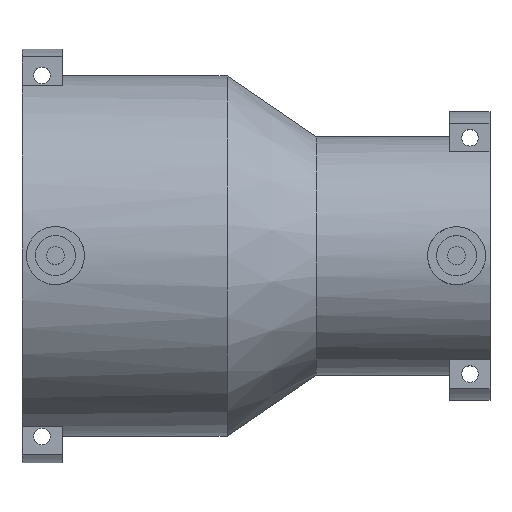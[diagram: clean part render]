
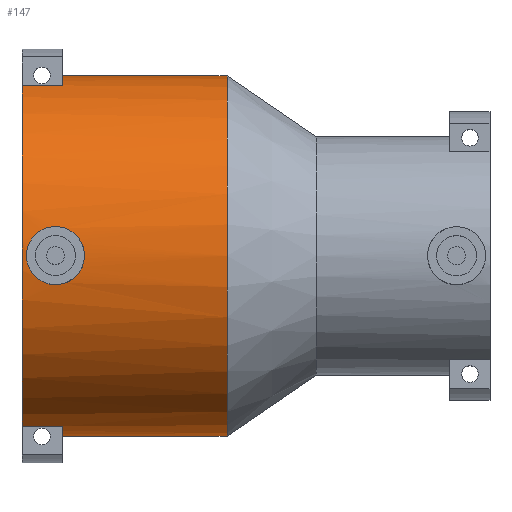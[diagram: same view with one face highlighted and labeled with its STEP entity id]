
A CAD part, top view. The second image highlights one B-rep face of the part: STEP entity #147.
In plain terms, the highlighted cylindrical face has radius 40.4 mm (diameter 80.8 mm), a partial arc.
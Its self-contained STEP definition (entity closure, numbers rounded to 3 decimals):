
#147=ADVANCED_FACE('',(#351,#352),#353,.T.);
#351=FACE_BOUND('',#623,.T.);
#352=FACE_OUTER_BOUND('',#624,.T.);
#353=CYLINDRICAL_SURFACE('',#625,40.4);
#623=EDGE_LOOP('',(#1013,#1014));
#624=EDGE_LOOP('',(#1015,#1016,#1017,#1018,#1019,#1020,#1021,#1022,#1023,#1024,#1025,#1026));
#625=AXIS2_PLACEMENT_3D('',#1027,#1028,#1029);
#1013=ORIENTED_EDGE('',*,*,#1742,.F.);
#1014=ORIENTED_EDGE('',*,*,#1625,.F.);
#1015=ORIENTED_EDGE('',*,*,#1743,.F.);
#1016=ORIENTED_EDGE('',*,*,#1664,.T.);
#1017=ORIENTED_EDGE('',*,*,#1744,.F.);
#1018=ORIENTED_EDGE('',*,*,#1745,.F.);
#1019=ORIENTED_EDGE('',*,*,#1746,.F.);
#1020=ORIENTED_EDGE('',*,*,#1747,.T.);
#1021=ORIENTED_EDGE('',*,*,#1748,.F.);
#1022=ORIENTED_EDGE('',*,*,#1749,.F.);
#1023=ORIENTED_EDGE('',*,*,#1750,.F.);
#1024=ORIENTED_EDGE('',*,*,#1751,.T.);
#1025=ORIENTED_EDGE('',*,*,#1752,.F.);
#1026=ORIENTED_EDGE('',*,*,#1704,.F.);
#1027=CARTESIAN_POINT('',(-82.0,0.0,0.0));
#1028=DIRECTION('',(1.0,0.0,0.0));
#1029=DIRECTION('',(0.0,1.0,0.0));
#1625=EDGE_CURVE('',#1941,#1944,#1945,.T.);
#1664=EDGE_CURVE('',#2016,#2014,#2017,.T.);
#1704=EDGE_CURVE('',#2084,#2087,#2088,.T.);
#1742=EDGE_CURVE('',#1944,#1941,#2149,.T.);
#1743=EDGE_CURVE('',#2016,#2084,#2150,.T.);
#1744=EDGE_CURVE('',#2151,#2014,#2152,.T.);
#1745=EDGE_CURVE('',#2153,#2151,#2154,.T.);
#1746=EDGE_CURVE('',#2155,#2153,#2156,.T.);
#1747=EDGE_CURVE('',#2155,#2157,#2158,.T.);
#1748=EDGE_CURVE('',#2159,#2157,#2160,.T.);
#1749=EDGE_CURVE('',#2161,#2159,#2162,.T.);
#1750=EDGE_CURVE('',#2163,#2161,#2164,.T.);
#1751=EDGE_CURVE('',#2163,#2165,#2166,.T.);
#1752=EDGE_CURVE('',#2087,#2165,#2167,.T.);
#1941=VERTEX_POINT('',#2412);
#1944=VERTEX_POINT('',#2416);
#1945=B_SPLINE_CURVE_WITH_KNOTS('',3,(#2417,#2418,#2419,#2420,#2421,#2422,#2423,#2424,#2425,#2426,#2427,#2428,#2429,#2430,#2431,#2432,#2433,#2434,#2435,#2436,#2437,#2438,#2439,#2440,#2441,#2442,#2443,#2444,#2445,#2446,#2447,#2448,#2449,#2450),.UNSPECIFIED.,.F.,.F.,(4,2,2,2,2,2,2,2,2,2,2,2,2,2,2,2,4),(19.624,20.851,22.077,23.304,24.531,25.757,26.984,28.21,29.437,30.663,31.89,33.116,34.343,35.569,36.796,38.022,39.249),.UNSPECIFIED.);
#2014=VERTEX_POINT('',#2552);
#2016=VERTEX_POINT('',#2554);
#2017=B_SPLINE_CURVE_WITH_KNOTS('',3,(#2555,#2556,#2557,#2558),.UNSPECIFIED.,.F.,.F.,(4,4),(24.299,26.726),.UNSPECIFIED.);
#2084=VERTEX_POINT('',#2684);
#2087=VERTEX_POINT('',#2688);
#2088=CIRCLE('',#2689,40.4);
#2149=B_SPLINE_CURVE_WITH_KNOTS('',3,(#2808,#2809,#2810,#2811,#2812,#2813,#2814,#2815,#2816,#2817,#2818,#2819,#2820,#2821,#2822,#2823,#2824,#2825,#2826,#2827,#2828,#2829,#2830,#2831,#2832,#2833,#2834,#2835,#2836,#2837,#2838,#2839,#2840,#2841),.UNSPECIFIED.,.F.,.F.,(4,2,2,2,2,2,2,2,2,2,2,2,2,2,2,2,4),(0.0,1.227,2.453,3.68,4.906,6.133,7.359,8.586,9.812,11.039,12.265,13.492,14.718,15.945,17.171,18.398,19.624),.UNSPECIFIED.);
#2150=LINE('',#2842,#2843);
#2151=VERTEX_POINT('',#2844);
#2152=LINE('',#2845,#2846);
#2153=VERTEX_POINT('',#2847);
#2154=CIRCLE('',#2848,40.4);
#2155=VERTEX_POINT('',#2849);
#2156=LINE('',#2850,#2851);
#2157=VERTEX_POINT('',#2852);
#2158=CIRCLE('',#2853,40.4);
#2159=VERTEX_POINT('',#2854);
#2160=LINE('',#2855,#2856);
#2161=VERTEX_POINT('',#2857);
#2162=CIRCLE('',#2858,40.4);
#2163=VERTEX_POINT('',#2859);
#2164=LINE('',#2860,#2861);
#2165=VERTEX_POINT('',#2862);
#2166=B_SPLINE_CURVE_WITH_KNOTS('',3,(#2863,#2864,#2865,#2866),.UNSPECIFIED.,.F.,.F.,(4,4),(46.169,48.597),.UNSPECIFIED.);
#2167=LINE('',#2867,#2868);
#2412=CARTESIAN_POINT('',(-97.5,6.5,39.874));
#2416=CARTESIAN_POINT('',(-97.5,-6.5,39.874));
#2417=CARTESIAN_POINT('',(-97.5,6.5,39.874));
#2418=CARTESIAN_POINT('',(-97.909,6.5,39.874));
#2419=CARTESIAN_POINT('',(-98.331,6.461,39.88));
#2420=CARTESIAN_POINT('',(-99.172,6.296,39.906));
#2421=CARTESIAN_POINT('',(-99.589,6.17,39.926));
#2422=CARTESIAN_POINT('',(-100.39,5.838,39.976));
#2423=CARTESIAN_POINT('',(-100.773,5.632,40.006));
#2424=CARTESIAN_POINT('',(-101.482,5.155,40.071));
#2425=CARTESIAN_POINT('',(-101.808,4.884,40.105));
#2426=CARTESIAN_POINT('',(-102.384,4.308,40.171));
#2427=CARTESIAN_POINT('',(-102.655,3.982,40.205));
#2428=CARTESIAN_POINT('',(-103.132,3.273,40.269));
#2429=CARTESIAN_POINT('',(-103.338,2.89,40.299));
#2430=CARTESIAN_POINT('',(-103.67,2.089,40.348));
#2431=CARTESIAN_POINT('',(-103.796,1.672,40.368));
#2432=CARTESIAN_POINT('',(-103.961,0.831,40.394));
#2433=CARTESIAN_POINT('',(-104.0,0.409,40.4));
#2434=CARTESIAN_POINT('',(-104.0,-0.409,40.4));
#2435=CARTESIAN_POINT('',(-103.961,-0.831,40.394));
#2436=CARTESIAN_POINT('',(-103.796,-1.672,40.368));
#2437=CARTESIAN_POINT('',(-103.67,-2.089,40.348));
#2438=CARTESIAN_POINT('',(-103.338,-2.89,40.299));
#2439=CARTESIAN_POINT('',(-103.132,-3.273,40.269));
#2440=CARTESIAN_POINT('',(-102.655,-3.982,40.205));
#2441=CARTESIAN_POINT('',(-102.384,-4.308,40.171));
#2442=CARTESIAN_POINT('',(-101.808,-4.884,40.105));
#2443=CARTESIAN_POINT('',(-101.482,-5.155,40.071));
#2444=CARTESIAN_POINT('',(-100.773,-5.632,40.006));
#2445=CARTESIAN_POINT('',(-100.39,-5.838,39.976));
#2446=CARTESIAN_POINT('',(-99.589,-6.17,39.926));
#2447=CARTESIAN_POINT('',(-99.172,-6.296,39.906));
#2448=CARTESIAN_POINT('',(-98.331,-6.461,39.88));
#2449=CARTESIAN_POINT('',(-97.909,-6.5,39.874));
#2450=CARTESIAN_POINT('',(-97.5,-6.5,39.874));
#2552=CARTESIAN_POINT('',(-98.638,40.323,2.5));
#2554=CARTESIAN_POINT('',(-98.633,40.4,0.));
#2555=CARTESIAN_POINT('',(-98.633,40.4,0.));
#2556=CARTESIAN_POINT('',(-98.633,40.4,0.809));
#2557=CARTESIAN_POINT('',(-98.633,40.375,1.649));
#2558=CARTESIAN_POINT('',(-98.638,40.323,2.5));
#2684=CARTESIAN_POINT('',(-59.0,40.4,0.0));
#2688=CARTESIAN_POINT('',(-59.0,-40.4,0.));
#2689=AXIS2_PLACEMENT_3D('',#3304,#3305,#3306);
#2808=CARTESIAN_POINT('',(-97.5,-6.5,39.874));
#2809=CARTESIAN_POINT('',(-97.091,-6.5,39.874));
#2810=CARTESIAN_POINT('',(-96.669,-6.461,39.88));
#2811=CARTESIAN_POINT('',(-95.828,-6.296,39.906));
#2812=CARTESIAN_POINT('',(-95.411,-6.17,39.926));
#2813=CARTESIAN_POINT('',(-94.61,-5.838,39.976));
#2814=CARTESIAN_POINT('',(-94.227,-5.632,40.006));
#2815=CARTESIAN_POINT('',(-93.518,-5.155,40.071));
#2816=CARTESIAN_POINT('',(-93.192,-4.884,40.105));
#2817=CARTESIAN_POINT('',(-92.616,-4.308,40.171));
#2818=CARTESIAN_POINT('',(-92.345,-3.982,40.205));
#2819=CARTESIAN_POINT('',(-91.868,-3.273,40.269));
#2820=CARTESIAN_POINT('',(-91.662,-2.89,40.299));
#2821=CARTESIAN_POINT('',(-91.33,-2.089,40.348));
#2822=CARTESIAN_POINT('',(-91.204,-1.672,40.368));
#2823=CARTESIAN_POINT('',(-91.039,-0.831,40.394));
#2824=CARTESIAN_POINT('',(-91.0,-0.409,40.4));
#2825=CARTESIAN_POINT('',(-91.0,0.409,40.4));
#2826=CARTESIAN_POINT('',(-91.039,0.831,40.394));
#2827=CARTESIAN_POINT('',(-91.204,1.672,40.368));
#2828=CARTESIAN_POINT('',(-91.33,2.089,40.348));
#2829=CARTESIAN_POINT('',(-91.662,2.89,40.299));
#2830=CARTESIAN_POINT('',(-91.868,3.273,40.269));
#2831=CARTESIAN_POINT('',(-92.345,3.982,40.205));
#2832=CARTESIAN_POINT('',(-92.616,4.308,40.171));
#2833=CARTESIAN_POINT('',(-93.192,4.884,40.105));
#2834=CARTESIAN_POINT('',(-93.518,5.155,40.071));
#2835=CARTESIAN_POINT('',(-94.227,5.632,40.006));
#2836=CARTESIAN_POINT('',(-94.61,5.838,39.976));
#2837=CARTESIAN_POINT('',(-95.411,6.17,39.926));
#2838=CARTESIAN_POINT('',(-95.828,6.296,39.906));
#2839=CARTESIAN_POINT('',(-96.669,6.461,39.88));
#2840=CARTESIAN_POINT('',(-97.091,6.5,39.874));
#2841=CARTESIAN_POINT('',(-97.5,6.5,39.874));
#2842=CARTESIAN_POINT('',(-82.0,40.4,0.));
#2843=VECTOR('',#3354,1.0);
#2844=CARTESIAN_POINT('',(-96.0,40.323,2.5));
#2845=CARTESIAN_POINT('',(-100.5,40.323,2.5));
#2846=VECTOR('',#3355,1.0);
#2847=CARTESIAN_POINT('',(-96.0,38.251,13.0));
#2848=AXIS2_PLACEMENT_3D('',#3356,#3357,#3358);
#2849=CARTESIAN_POINT('',(-105.0,38.251,13.0));
#2850=CARTESIAN_POINT('',(-100.5,38.251,13.0));
#2851=VECTOR('',#3359,1.0);
#2852=CARTESIAN_POINT('',(-105.0,-38.251,13.0));
#2853=AXIS2_PLACEMENT_3D('',#3360,#3361,#3362);
#2854=CARTESIAN_POINT('',(-96.0,-38.251,13.0));
#2855=CARTESIAN_POINT('',(-100.5,-38.251,13.0));
#2856=VECTOR('',#3363,1.0);
#2857=CARTESIAN_POINT('',(-96.0,-40.323,2.5));
#2858=AXIS2_PLACEMENT_3D('',#3364,#3365,#3366);
#2859=CARTESIAN_POINT('',(-98.638,-40.323,2.5));
#2860=CARTESIAN_POINT('',(-100.5,-40.323,2.5));
#2861=VECTOR('',#3367,1.0);
#2862=CARTESIAN_POINT('',(-98.633,-40.4,0.));
#2863=CARTESIAN_POINT('',(-98.638,-40.323,2.5));
#2864=CARTESIAN_POINT('',(-98.633,-40.375,1.649));
#2865=CARTESIAN_POINT('',(-98.633,-40.4,0.809));
#2866=CARTESIAN_POINT('',(-98.633,-40.4,0.));
#2867=CARTESIAN_POINT('',(-82.0,-40.4,0.));
#2868=VECTOR('',#3368,1.0);
#3304=CARTESIAN_POINT('',(-59.0,0.0,0.0));
#3305=DIRECTION('',(1.0,0.0,0.0));
#3306=DIRECTION('',(0.0,1.0,0.0));
#3354=DIRECTION('',(1.0,0.0,0.0));
#3355=DIRECTION('',(-1.0,-0.0,-0.0));
#3356=CARTESIAN_POINT('',(-96.0,0.0,0.0));
#3357=DIRECTION('',(-1.0,0.0,0.0));
#3358=DIRECTION('',(0.0,1.0,0.0));
#3359=DIRECTION('',(1.0,0.0,0.0));
#3360=CARTESIAN_POINT('',(-105.0,0.0,0.0));
#3361=DIRECTION('',(1.0,0.0,0.0));
#3362=DIRECTION('',(0.0,1.0,0.0));
#3363=DIRECTION('',(-1.0,-0.0,-0.0));
#3364=CARTESIAN_POINT('',(-96.0,0.0,0.0));
#3365=DIRECTION('',(-1.0,0.0,0.0));
#3366=DIRECTION('',(0.0,1.0,0.0));
#3367=DIRECTION('',(1.0,0.0,0.0));
#3368=DIRECTION('',(-1.0,-0.0,-0.0));
